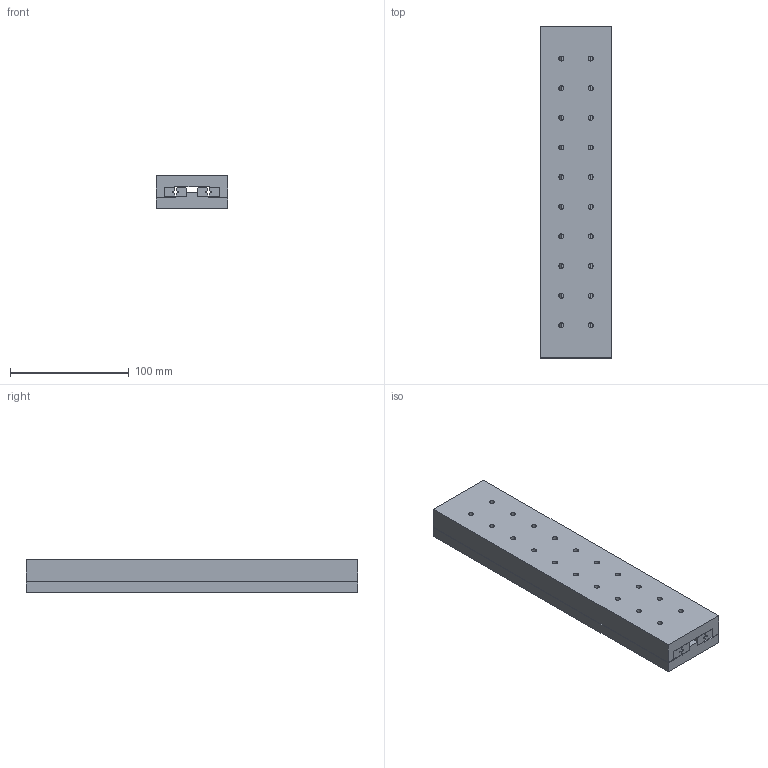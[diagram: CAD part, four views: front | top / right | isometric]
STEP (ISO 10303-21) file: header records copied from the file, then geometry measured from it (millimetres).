
FILE_DESCRIPTION((''),'2;1');
FILE_NAME('XAS23-11-8.stp','2003-10-04T13:02:53',('Raul'),(''),'Autodesk Inventor (tm) 5.3','Autodesk Inventor (tm) 5.3','');
FILE_SCHEMA(('CONFIG_CONTROL_DESIGN'));
Length unit declared in the file: inch
Products named in the file (7): XAS23-11-8; XAS23-11-8 TOP-PLATE; XAS23-11-8 BOTTOM-PLATE; XAS23-11-8 RAIL-A; XAS23-11-8 RAIL-B; XAS23-11-8 RAIL-C-; XAS23-11-8 RAIL-D-
Assembly tree (6 placements, depth 2):
  XAS23-11-8
    XAS23-11-8 TOP-PLATE
    XAS23-11-8 BOTTOM-PLATE
    XAS23-11-8 RAIL-A
    XAS23-11-8 RAIL-B
    XAS23-11-8 RAIL-C-
    XAS23-11-8 RAIL-D-
Bounding box: 59.99 x 279.91 x 27.94 mm (x, y, z)
Volume: 432063.1 mm3; surface area: 133527.7 mm2
Topology: 6 solids, 6 shells, 182 faces, 480 edges, 320 vertices
Faces by surface type: plane 92, bspline 90
Entity records: 7737 total; most frequent: CARTESIAN_POINT 2385, ORIENTED_EDGE 960, DIRECTION 850, EDGE_CURVE 480, VERTEX_POINT 320, VECTOR 320, LINE 320, AXIS2_PLACEMENT_3D 265
